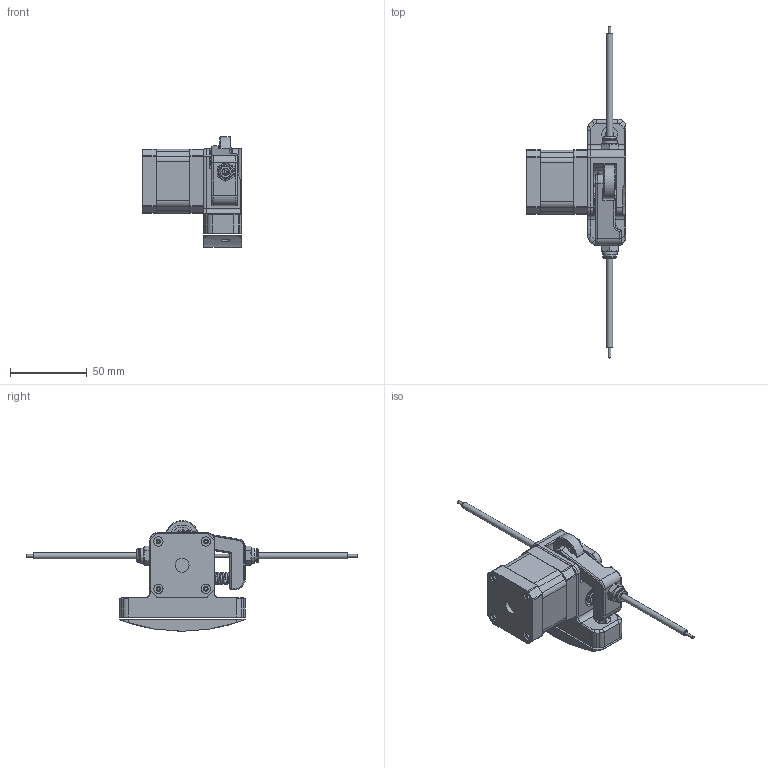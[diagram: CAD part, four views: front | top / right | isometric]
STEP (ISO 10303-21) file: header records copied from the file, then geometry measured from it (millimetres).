
FILE_DESCRIPTION(/* description */ (''),/* implementation_level */ '2;1');
FILE_NAME(/* name */ 'Bowden_Chassis.stp',/* time_stamp */ '2015-02-21T11:27:28-05:00',/* author */ (''),/* organization */ (''),/* preprocessor_version */ 'ST-DEVELOPER v16',/* originating_system */ 'Autodesk Translator Framework v4.0.0.4510',/* authorisation */ '');
FILE_SCHEMA (('AUTOMOTIVE_DESIGN { 1 0 10303 214 3 1 1 }'));
Length unit declared in the file: centimetre
Products named in the file (15): 608ZZ Roller Bearing; Mount for Press; PTFE Tube IN; PTFE Tube Out; Filament; Hobbed Extruder Drive Gear; Main Chassis; Spring; Lever; Push-to-Connect Tube Fitting; Push-to-Connect Tube Fitting (1); M3 Screw; Press Stock NEMA17 Stepper Motor; Bowden Extruder for Press v13; Bowden Mount to Press (Modified for Press Lid) v4
Assembly tree (17 placements, depth 3):
  Bowden Mount to Press (Modified for Press Lid) v4
    Bowden Extruder for Press v13
      Main Chassis
      Lever
      Press Stock NEMA17 Stepper Motor
      M3 Screw  x4
      Hobbed Extruder Drive Gear
      608ZZ Roller Bearing
      Push-to-Connect Tube Fitting
      Push-to-Connect Tube Fitting (1)
    Mount for Press
    Spring
    PTFE Tube IN
    PTFE Tube Out
    Filament
Bounding box: 64.73 x 216.81 x 72.23 mm (x, y, z)
Volume: 148344.8 mm3; surface area: 47694.2 mm2
Topology: 31 solids, 31 shells, 553 faces, 1299 edges, 818 vertices
Faces by surface type: plane 198, cylinder 177, cone 100, bspline 45, torus 21, sphere 12
Full cylindrical faces by diameter (mm): 1.75 x1, 2 x2, 3 x8, 3.254 x4, 3.6 x6, 3.969 x4, 5 x2, 5.5 x8, 6 x4, 6.437 x2, 6.5 x4, 8 x2, 8.019 x2, 8.869 x2, 8.91 x2, 9 x1, 9.9 x2, 10.1 x2, 10.151 x1, 10.5 x2, 10.9 x1, 12.598 x2, 13.45 x1, 13.681 x4, 16.319 x4, 22 x2, 23 x1
Entity records: 29003 total; most frequent: CARTESIAN_POINT 18510, DIRECTION 2156, ORIENTED_EDGE 1888, EDGE_CURVE 944, AXIS2_PLACEMENT_3D 905, VERTEX_POINT 671, EDGE_LOOP 669, FACE_OUTER_BOUND 470
